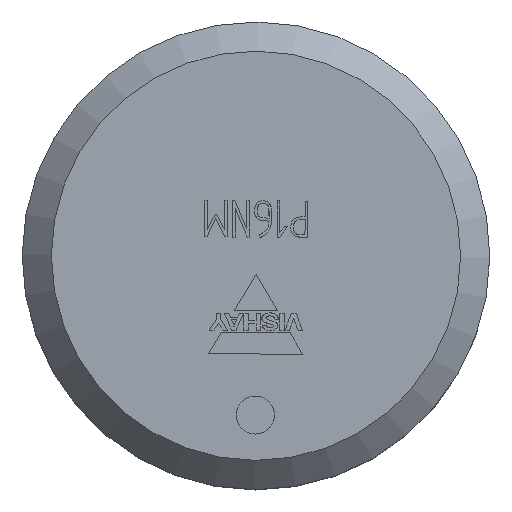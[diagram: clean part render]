
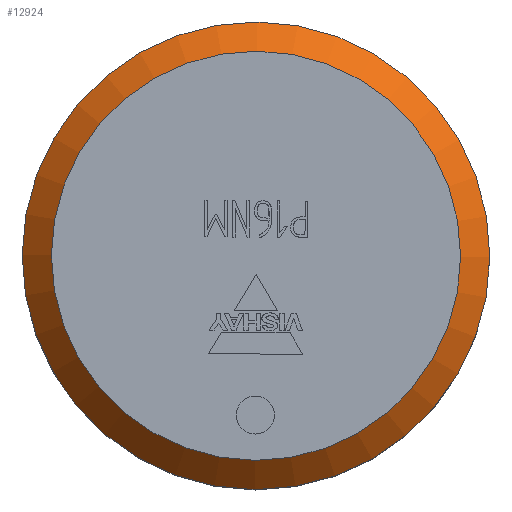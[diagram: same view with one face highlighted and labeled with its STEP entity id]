
A CAD part, top view. The second image highlights one B-rep face of the part: STEP entity #12924.
In plain terms, the highlighted conical face has half-angle 45 degrees and reference radius 7 mm.
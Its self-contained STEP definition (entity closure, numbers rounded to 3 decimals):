
#503=CONICAL_SURFACE('',#15222,7.,0.785);
#665=CIRCLE('',#15220,8.);
#667=CIRCLE('',#15223,7.);
#2101=ORIENTED_EDGE('',*,*,#5338,.F.);
#2102=ORIENTED_EDGE('',*,*,#5336,.T.);
#5336=EDGE_CURVE('',#7021,#7021,#665,.T.);
#5338=EDGE_CURVE('',#7023,#7023,#667,.T.);
#7021=VERTEX_POINT('',#20736);
#7023=VERTEX_POINT('',#20741);
#10884=EDGE_LOOP('',(#2101));
#10885=EDGE_LOOP('',(#2102));
#11707=FACE_BOUND('',#10884,.T.);
#11708=FACE_BOUND('',#10885,.T.);
#12924=ADVANCED_FACE('',(#11707,#11708),#503,.T.);
#15220=AXIS2_PLACEMENT_3D('',#20735,#17039,#17040);
#15222=AXIS2_PLACEMENT_3D('',#20739,#17043,#17044);
#15223=AXIS2_PLACEMENT_3D('',#20740,#17045,#17046);
#17039=DIRECTION('',(0.,0.,1.));
#17040=DIRECTION('',(-1.,0.004,0.));
#17043=DIRECTION('',(0.,0.,-1.));
#17044=DIRECTION('',(1.,-0.004,0.));
#17045=DIRECTION('',(0.,0.,1.));
#17046=DIRECTION('',(-1.,0.004,0.));
#20735=CARTESIAN_POINT('',(0.,0.,7.4));
#20736=CARTESIAN_POINT('',(-8.,0.033,7.4));
#20739=CARTESIAN_POINT('',(0.,0.,8.4));
#20740=CARTESIAN_POINT('',(0.,0.,8.4));
#20741=CARTESIAN_POINT('',(-7.,0.029,8.4));
